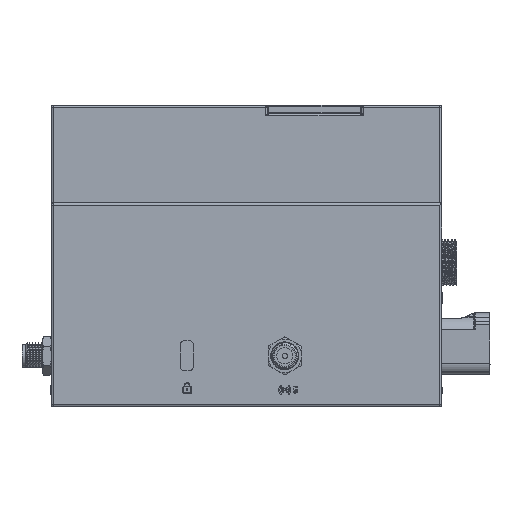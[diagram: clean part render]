
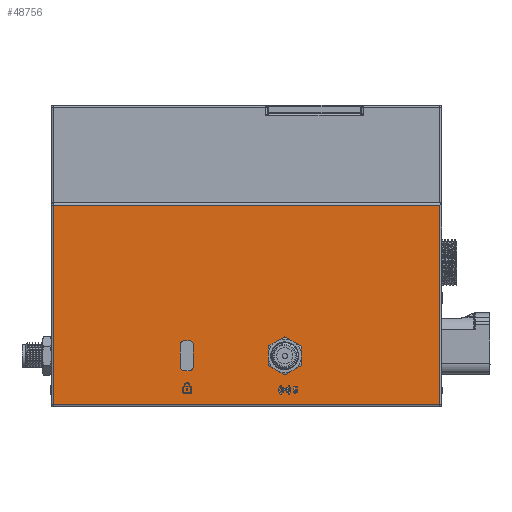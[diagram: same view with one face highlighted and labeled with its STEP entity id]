
A CAD part, left-side view. The second image highlights one B-rep face of the part: STEP entity #48756.
In plain terms, the highlighted planar face has unit normal (-1, 0, 0).
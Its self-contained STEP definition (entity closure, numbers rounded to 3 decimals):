
#2664=FACE_BOUND('',#6798,.T.);
#2665=FACE_BOUND('',#6799,.T.);
#3745=FACE_OUTER_BOUND('',#6797,.T.);
#6797=EDGE_LOOP('',(#32628,#32629,#32630,#32631));
#6798=EDGE_LOOP('',(#32632,#32633,#32634,#32635,#32636,#32637,#32638,#32639));
#6799=EDGE_LOOP('',(#32640));
#9962=CIRCLE('',#51955,1.);
#9964=CIRCLE('',#51959,1.);
#9984=CIRCLE('',#51993,3.2);
#9991=CIRCLE('',#52011,1.);
#9992=CIRCLE('',#52012,1.);
#12245=LINE('',#70177,#16200);
#12249=LINE('',#70189,#16204);
#12290=LINE('',#70324,#16245);
#12291=LINE('',#70326,#16246);
#12292=LINE('',#70328,#16247);
#12293=LINE('',#70329,#16248);
#12294=LINE('',#70331,#16249);
#12295=LINE('',#70335,#16250);
#16200=VECTOR('',#56735,10.);
#16204=VECTOR('',#56747,10.);
#16245=VECTOR('',#56888,10.);
#16246=VECTOR('',#56889,10.);
#16247=VECTOR('',#56890,10.);
#16248=VECTOR('',#56891,10.);
#16249=VECTOR('',#56892,10.);
#16250=VECTOR('',#56895,10.);
#20156=VERTEX_POINT('',#70168);
#20157=VERTEX_POINT('',#70170);
#20159=VERTEX_POINT('',#70176);
#20161=VERTEX_POINT('',#70182);
#20163=VERTEX_POINT('',#70188);
#20189=VERTEX_POINT('',#70264);
#20206=VERTEX_POINT('',#70322);
#20207=VERTEX_POINT('',#70323);
#20208=VERTEX_POINT('',#70325);
#20209=VERTEX_POINT('',#70327);
#20210=VERTEX_POINT('',#70330);
#20211=VERTEX_POINT('',#70332);
#20212=VERTEX_POINT('',#70334);
#24928=EDGE_CURVE('',#20157,#20156,#9962,.T.);
#24931=EDGE_CURVE('',#20159,#20157,#12245,.T.);
#24934=EDGE_CURVE('',#20161,#20159,#9964,.T.);
#24937=EDGE_CURVE('',#20163,#20161,#12249,.T.);
#24975=EDGE_CURVE('',#20189,#20189,#9984,.T.);
#25004=EDGE_CURVE('',#20206,#20207,#12290,.T.);
#25005=EDGE_CURVE('',#20208,#20206,#12291,.T.);
#25006=EDGE_CURVE('',#20209,#20208,#12292,.T.);
#25007=EDGE_CURVE('',#20207,#20209,#12293,.T.);
#25008=EDGE_CURVE('',#20156,#20210,#12294,.T.);
#25009=EDGE_CURVE('',#20210,#20211,#9991,.T.);
#25010=EDGE_CURVE('',#20211,#20212,#12295,.T.);
#25011=EDGE_CURVE('',#20212,#20163,#9992,.T.);
#32628=ORIENTED_EDGE('',*,*,#25004,.F.);
#32629=ORIENTED_EDGE('',*,*,#25005,.F.);
#32630=ORIENTED_EDGE('',*,*,#25006,.F.);
#32631=ORIENTED_EDGE('',*,*,#25007,.F.);
#32632=ORIENTED_EDGE('',*,*,#24937,.T.);
#32633=ORIENTED_EDGE('',*,*,#24934,.T.);
#32634=ORIENTED_EDGE('',*,*,#24931,.T.);
#32635=ORIENTED_EDGE('',*,*,#24928,.T.);
#32636=ORIENTED_EDGE('',*,*,#25008,.T.);
#32637=ORIENTED_EDGE('',*,*,#25009,.T.);
#32638=ORIENTED_EDGE('',*,*,#25010,.T.);
#32639=ORIENTED_EDGE('',*,*,#25011,.T.);
#32640=ORIENTED_EDGE('',*,*,#24975,.T.);
#47659=PLANE('',#52010);
#48756=ADVANCED_FACE('',(#3745,#2664,#2665),#47659,.T.);
#51955=AXIS2_PLACEMENT_3D('',#70171,#56729,#56730);
#51959=AXIS2_PLACEMENT_3D('',#70183,#56741,#56742);
#51993=AXIS2_PLACEMENT_3D('',#70266,#56830,#56831);
#52010=AXIS2_PLACEMENT_3D('',#70321,#56886,#56887);
#52011=AXIS2_PLACEMENT_3D('',#70333,#56893,#56894);
#52012=AXIS2_PLACEMENT_3D('',#70336,#56896,#56897);
#56729=DIRECTION('center_axis',(1.,0.,0.));
#56730=DIRECTION('ref_axis',(0.,0.,1.));
#56735=DIRECTION('',(0.,-1.,0.));
#56741=DIRECTION('center_axis',(1.,0.,0.));
#56742=DIRECTION('ref_axis',(0.,1.,0.));
#56747=DIRECTION('',(0.,0.,1.));
#56830=DIRECTION('center_axis',(1.,0.,0.));
#56831=DIRECTION('ref_axis',(0.,1.,0.));
#56886=DIRECTION('center_axis',(-1.,0.,0.));
#56887=DIRECTION('ref_axis',(0.,-1.,0.));
#56888=DIRECTION('',(0.,0.,-1.));
#56889=DIRECTION('',(0.,-1.,0.));
#56890=DIRECTION('',(0.,0.,1.));
#56891=DIRECTION('',(0.,1.,0.));
#56892=DIRECTION('',(0.,0.,-1.));
#56893=DIRECTION('center_axis',(1.,0.,0.));
#56894=DIRECTION('ref_axis',(0.,-1.,0.));
#56895=DIRECTION('',(0.,1.,0.));
#56896=DIRECTION('center_axis',(1.,0.,0.));
#56897=DIRECTION('ref_axis',(0.,0.,-1.));
#70168=CARTESIAN_POINT('',(-59.,12.5,14.6));
#70170=CARTESIAN_POINT('',(-59.,13.5,15.6));
#70171=CARTESIAN_POINT('Origin',(-59.,13.5,14.6));
#70176=CARTESIAN_POINT('',(-59.,14.6,15.6));
#70177=CARTESIAN_POINT('',(-59.,29.75,15.6));
#70182=CARTESIAN_POINT('',(-59.,15.6,14.6));
#70183=CARTESIAN_POINT('Origin',(-59.,14.6,14.6));
#70188=CARTESIAN_POINT('',(-59.,15.6,9.5));
#70189=CARTESIAN_POINT('',(-59.,15.6,7.3));
#70264=CARTESIAN_POINT('',(-59.,-12.2,12.));
#70266=CARTESIAN_POINT('Origin',(-59.,-9.,12.));
#70321=CARTESIAN_POINT('Origin',(-59.,46.,0.));
#70322=CARTESIAN_POINT('',(-59.,-45.5,47.5));
#70323=CARTESIAN_POINT('',(-59.,-45.5,0.5));
#70324=CARTESIAN_POINT('',(-59.,-45.5,0.));
#70325=CARTESIAN_POINT('',(-59.,45.5,47.5));
#70326=CARTESIAN_POINT('',(-59.,23.,47.5));
#70327=CARTESIAN_POINT('',(-59.,45.5,0.5));
#70328=CARTESIAN_POINT('',(-59.,45.5,0.));
#70329=CARTESIAN_POINT('',(-59.,23.,0.5));
#70330=CARTESIAN_POINT('',(-59.,12.5,9.5));
#70331=CARTESIAN_POINT('',(-59.,12.5,4.75));
#70332=CARTESIAN_POINT('',(-59.,13.5,8.5));
#70333=CARTESIAN_POINT('Origin',(-59.,13.5,9.5));
#70334=CARTESIAN_POINT('',(-59.,14.6,8.5));
#70335=CARTESIAN_POINT('',(-59.,30.3,8.5));
#70336=CARTESIAN_POINT('Origin',(-59.,14.6,9.5));
